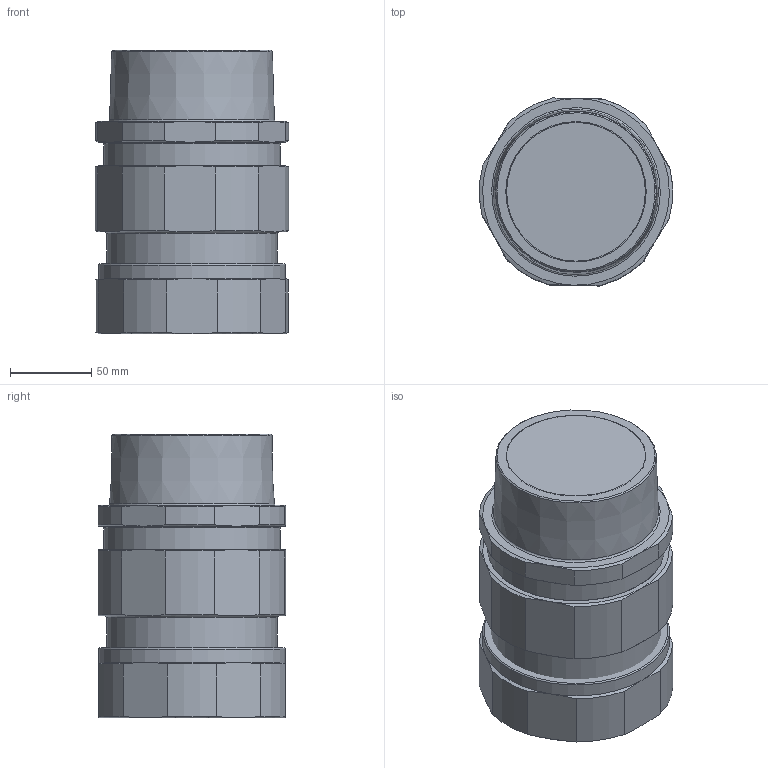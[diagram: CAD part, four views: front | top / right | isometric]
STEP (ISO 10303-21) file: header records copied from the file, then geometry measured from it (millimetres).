
FILE_DESCRIPTION(/* description */ (''),/* implementation_level */ '2;1');
FILE_NAME(/* name */ 'MC2X9.stp',/* time_stamp */ '2020-05-13T09:17:36-05:00',/* author */ ('nsantoro'),/* organization */ (''),/* preprocessor_version */ 'ST-DEVELOPER v18',/* originating_system */ 'Autodesk Inventor 2020',/* authorisation */ '');
FILE_SCHEMA (('AUTOMOTIVE_DESIGN { 1 0 10303 214 3 1 1 }'));
Length unit declared in the file: inch
Products named in the file (1): 51931-1_Shrinkwrap_1
Bounding box: 118.98 x 115.75 x 174.65 mm (x, y, z)
Volume: 2324346.9 mm3; surface area: 189170.4 mm2
Topology: 4 solids, 4 shells, 115 faces, 277 edges, 176 vertices
Faces by surface type: cone 42, plane 32, cylinder 26, torus 14, bspline 1
Full cylindrical faces by diameter (mm): 86.436 x1, 86.446 x1, 91.948 x1, 104.775 x2, 107.95 x1, 108.712 x1, 115 x1
Entity records: 3694 total; most frequent: CARTESIAN_POINT 923, DIRECTION 582, ORIENTED_EDGE 554, EDGE_CURVE 277, AXIS2_PLACEMENT_3D 266, VERTEX_POINT 176, CIRCLE 151, EDGE_LOOP 121
